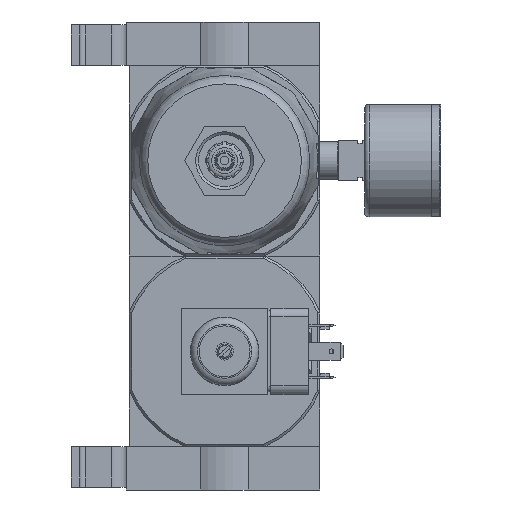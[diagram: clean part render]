
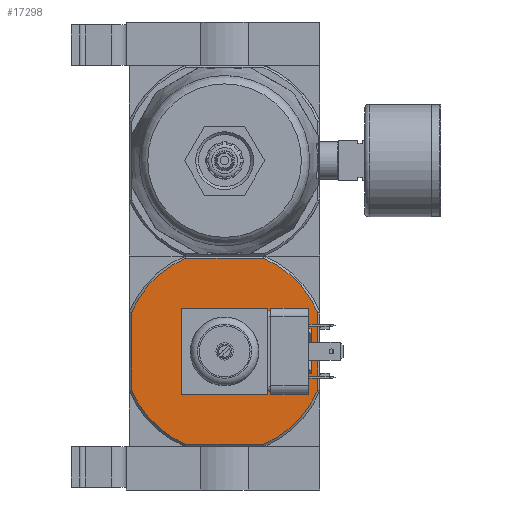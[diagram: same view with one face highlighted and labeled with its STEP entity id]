
A CAD part, front view. The second image highlights one B-rep face of the part: STEP entity #17298.
In plain terms, the highlighted planar face has unit normal (0, -1, 0).
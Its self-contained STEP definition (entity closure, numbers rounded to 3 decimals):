
#1431=CIRCLE('',#23551,6.579);
#1432=CIRCLE('',#23552,34.9);
#1433=CIRCLE('',#23553,34.9);
#1434=CIRCLE('',#23554,34.9);
#1435=CIRCLE('',#23555,34.9);
#4639=ORIENTED_EDGE('',*,*,#8021,.F.);
#4640=ORIENTED_EDGE('',*,*,#8022,.T.);
#4641=ORIENTED_EDGE('',*,*,#8023,.F.);
#4642=ORIENTED_EDGE('',*,*,#8017,.T.);
#4643=ORIENTED_EDGE('',*,*,#8024,.F.);
#4644=ORIENTED_EDGE('',*,*,#8025,.F.);
#4645=ORIENTED_EDGE('',*,*,#8026,.F.);
#4646=ORIENTED_EDGE('',*,*,#8027,.F.);
#4647=ORIENTED_EDGE('',*,*,#8028,.F.);
#8017=EDGE_CURVE('',#9993,#9994,#11332,.T.);
#8021=EDGE_CURVE('',#9997,#9997,#1431,.T.);
#8022=EDGE_CURVE('',#9998,#9999,#11334,.T.);
#8023=EDGE_CURVE('',#9993,#9999,#1432,.T.);
#8024=EDGE_CURVE('',#10000,#9994,#1433,.T.);
#8025=EDGE_CURVE('',#10001,#10000,#11335,.T.);
#8026=EDGE_CURVE('',#10002,#10001,#1434,.T.);
#8027=EDGE_CURVE('',#10003,#10002,#11336,.T.);
#8028=EDGE_CURVE('',#9998,#10003,#1435,.T.);
#9993=VERTEX_POINT('',#33417);
#9994=VERTEX_POINT('',#33418);
#9997=VERTEX_POINT('',#33432);
#9998=VERTEX_POINT('',#33434);
#9999=VERTEX_POINT('',#33435);
#10000=VERTEX_POINT('',#33438);
#10001=VERTEX_POINT('',#33440);
#10002=VERTEX_POINT('',#33442);
#10003=VERTEX_POINT('',#33444);
#11332=LINE('',#33416,#12653);
#11334=LINE('',#33433,#12655);
#11335=LINE('',#33439,#12656);
#11336=LINE('',#33443,#12657);
#12653=VECTOR('',#27420,1000.);
#12655=VECTOR('',#27426,1000.);
#12656=VECTOR('',#27431,1000.);
#12657=VECTOR('',#27434,1000.);
#14082=EDGE_LOOP('',(#4639));
#14083=EDGE_LOOP('',(#4640,#4641,#4642,#4643,#4644,#4645,#4646,#4647));
#15490=FACE_BOUND('',#14082,.T.);
#15491=FACE_BOUND('',#14083,.T.);
#16406=PLANE('',#23550);
#17298=ADVANCED_FACE('',(#15490,#15491),#16406,.F.);
#23550=AXIS2_PLACEMENT_3D('',#33430,#27422,#27423);
#23551=AXIS2_PLACEMENT_3D('',#33431,#27424,#27425);
#23552=AXIS2_PLACEMENT_3D('',#33436,#27427,#27428);
#23553=AXIS2_PLACEMENT_3D('',#33437,#27429,#27430);
#23554=AXIS2_PLACEMENT_3D('',#33441,#27432,#27433);
#23555=AXIS2_PLACEMENT_3D('',#33445,#27435,#27436);
#27420=DIRECTION('',(0.,0.,-1.));
#27422=DIRECTION('',(0.,1.,0.));
#27423=DIRECTION('',(0.,0.,1.));
#27424=DIRECTION('',(0.,-1.,0.));
#27425=DIRECTION('',(0.,0.,-1.));
#27426=DIRECTION('',(-1.,0.,0.));
#27427=DIRECTION('',(0.,1.,0.));
#27428=DIRECTION('',(-1.,0.,0.));
#27429=DIRECTION('',(0.,1.,0.));
#27430=DIRECTION('',(-1.,0.,0.));
#27431=DIRECTION('',(-1.,0.,0.));
#27432=DIRECTION('',(0.,1.,0.));
#27433=DIRECTION('',(-1.,0.,0.));
#27434=DIRECTION('',(0.,0.,-1.));
#27435=DIRECTION('',(0.,1.,0.));
#27436=DIRECTION('',(-1.,0.,0.));
#33416=CARTESIAN_POINT('',(-32.2,-33.,33.));
#33417=CARTESIAN_POINT('',(-32.2,-33.,13.46));
#33418=CARTESIAN_POINT('',(-32.2,-33.,-13.46));
#33430=CARTESIAN_POINT('',(-32.2,-33.,33.));
#33431=CARTESIAN_POINT('',(0.,-33.,0.));
#33432=CARTESIAN_POINT('',(0.,-33.,-6.579));
#33433=CARTESIAN_POINT('',(33.,-33.,32.2));
#33434=CARTESIAN_POINT('',(13.46,-33.,32.2));
#33435=CARTESIAN_POINT('',(-13.46,-33.,32.2));
#33436=CARTESIAN_POINT('',(0.,-33.,0.));
#33437=CARTESIAN_POINT('',(0.,-33.,0.));
#33438=CARTESIAN_POINT('',(-13.46,-33.,-32.2));
#33439=CARTESIAN_POINT('',(33.,-33.,-32.2));
#33440=CARTESIAN_POINT('',(13.46,-33.,-32.2));
#33441=CARTESIAN_POINT('',(0.,-33.,0.));
#33442=CARTESIAN_POINT('',(32.2,-33.,-13.46));
#33443=CARTESIAN_POINT('',(32.2,-33.,33.));
#33444=CARTESIAN_POINT('',(32.2,-33.,13.46));
#33445=CARTESIAN_POINT('',(0.,-33.,0.));
